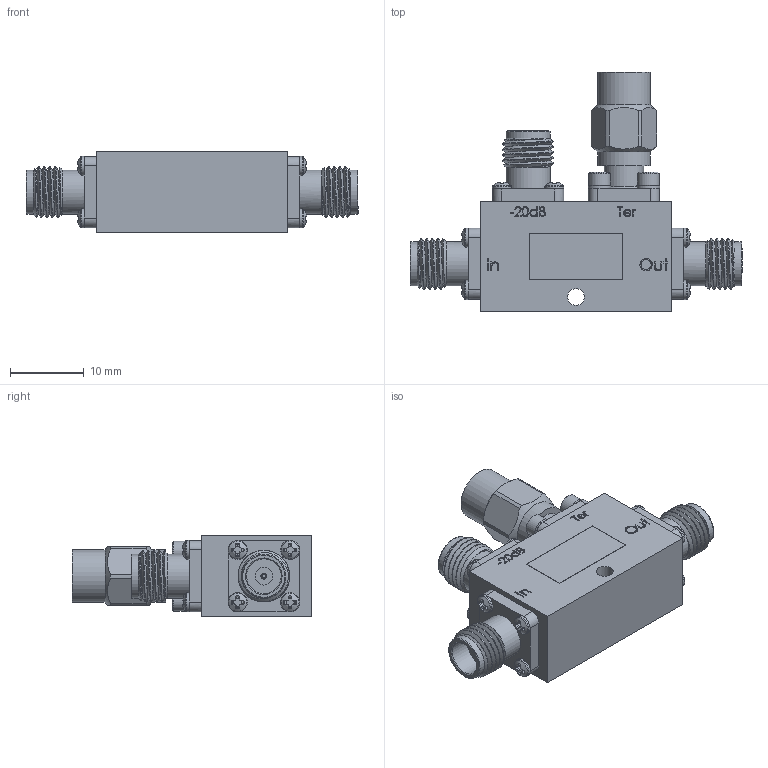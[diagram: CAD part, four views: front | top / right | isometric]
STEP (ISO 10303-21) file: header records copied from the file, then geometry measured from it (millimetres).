
FILE_DESCRIPTION (( 'STEP AP203' ), '1' );
FILE_NAME ('FM2CP1135-20_3D.step', '2023-02-06T20:07:23', ( '' ), ( '' ), 'SwSTEP 2.0', 'SolidWorks 2022', '' );
FILE_SCHEMA (( 'CONFIG_CONTROL_DESIGN' ));
Products named in the file (1): FM2CP1135-20_3D
Bounding box: 45.05 x 32.5 x 11.05 mm (x, y, z)
Volume: 6043 mm3; surface area: 3887.9 mm2
Topology: 1 solids, 21 shells, 821 faces, 2051 edges, 1338 vertices
Faces by surface type: plane 501, bspline 109, cone 109, cylinder 98, torus 4
Full cylindrical faces by diameter (mm): 0.533 x3, 0.787 x3, 0.94 x2, 1.016 x1, 1.092 x12, 1.27 x1, 2.286 x1, 2.4 x3, 2.578 x4, 2.591 x12, 2.926 x4, 3.085 x4, 4.699 x3, 5.08 x3, 5.334 x1, 5.963 x6, 7.112 x2
Entity records: 35355 total; most frequent: CARTESIAN_POINT 17707, ORIENTED_EDGE 3796, DIRECTION 3095, EDGE_CURVE 1898, VERTEX_POINT 1282, AXIS2_PLACEMENT_3D 1104, EDGE_LOOP 996, FACE_OUTER_BOUND 902
